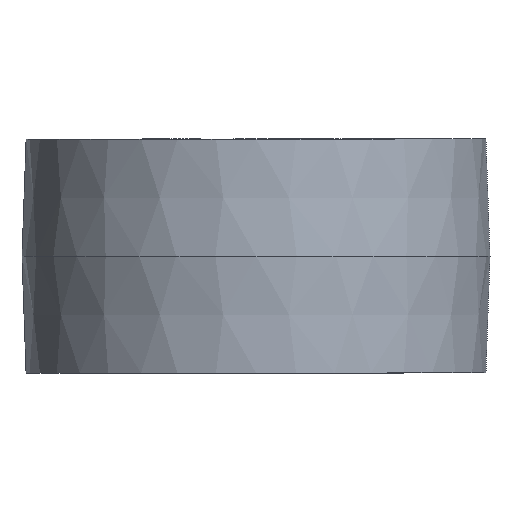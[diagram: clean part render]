
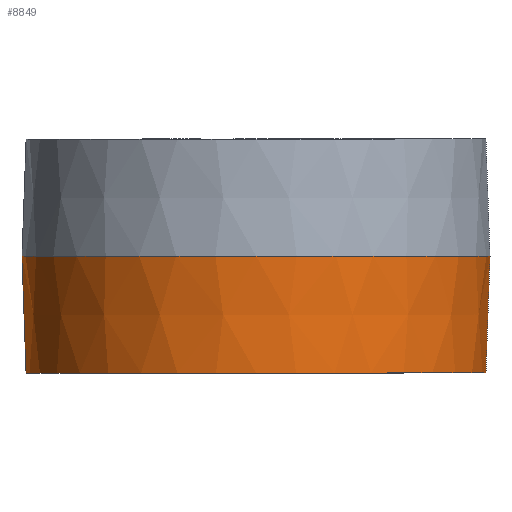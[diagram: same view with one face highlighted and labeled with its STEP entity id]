
A CAD part, front view. The second image highlights one B-rep face of the part: STEP entity #8849.
In plain terms, the highlighted conical face has half-angle 2 degrees and reference radius 24.956 mm.
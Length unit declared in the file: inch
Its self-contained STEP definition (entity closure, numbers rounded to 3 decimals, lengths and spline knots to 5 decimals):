
#87 = AXIS2_PLACEMENT_3D ( 'NONE', #2311, #5863, #866 ) ;
#101 = CIRCLE ( 'NONE', #3163, 1. ) ;
#528 = CARTESIAN_POINT ( 'NONE',  ( 0.5, 0., 0. ) ) ;
#866 = DIRECTION ( 'NONE',  ( 0., 0., 1. ) ) ;
#1358 = FACE_OUTER_BOUND ( 'NONE', #5718, .T. ) ;
#1627 = CIRCLE ( 'NONE', #87, 0.98254 ) ;
#2017 = DIRECTION ( 'NONE',  ( 0., 0., 1. ) ) ;
#2311 = CARTESIAN_POINT ( 'NONE',  ( 0.5, 0., 0. ) ) ;
#2550 = AXIS2_PLACEMENT_3D ( 'NONE', #528, #2646, #2017 ) ;
#2646 = DIRECTION ( 'NONE',  ( -1., 0., 0. ) ) ;
#2833 = DIRECTION ( 'NONE',  ( -0.999, 0., -0.035 ) ) ;
#3163 = AXIS2_PLACEMENT_3D ( 'NONE', #6255, #6919, #4732 ) ;
#3429 = LINE ( 'NONE', #9178, #6721 ) ;
#3515 = VERTEX_POINT ( 'NONE', #9076 ) ;
#3654 = VECTOR ( 'NONE', #2833, 39.37008 ) ;
#3747 = EDGE_CURVE ( 'NONE', #3515, #7751, #3429, .T. ) ;
#3855 = ORIENTED_EDGE ( 'NONE', *, *, #8100, .T. ) ;
#4123 = DIRECTION ( 'NONE',  ( -0.999, 0., 0.035 ) ) ;
#4732 = DIRECTION ( 'NONE',  ( 0., 0., 1. ) ) ;
#5187 = CARTESIAN_POINT ( 'NONE',  ( 0.5, 0., -0.98254 ) ) ;
#5658 = CONICAL_SURFACE ( 'NONE', #2550, 0.98254, 0.035 ) ;
#5718 = EDGE_LOOP ( 'NONE', ( #6252, #3855, #6989, #8918 ) ) ;
#5863 = DIRECTION ( 'NONE',  ( -1., 0., 0. ) ) ;
#6252 = ORIENTED_EDGE ( 'NONE', *, *, #8437, .F. ) ;
#6255 = CARTESIAN_POINT ( 'NONE',  ( 0., 0., 0. ) ) ;
#6721 = VECTOR ( 'NONE', #4123, 39.37008 ) ;
#6840 = CARTESIAN_POINT ( 'NONE',  ( 0., 0., -1. ) ) ;
#6919 = DIRECTION ( 'NONE',  ( -1., 0., 0. ) ) ;
#6989 = ORIENTED_EDGE ( 'NONE', *, *, #3747, .T. ) ;
#7174 = EDGE_CURVE ( 'NONE', #9431, #7751, #101, .T. ) ;
#7751 = VERTEX_POINT ( 'NONE', #8235 ) ;
#8100 = EDGE_CURVE ( 'NONE', #9075, #3515, #1627, .T. ) ;
#8235 = CARTESIAN_POINT ( 'NONE',  ( 0., 0., 1. ) ) ;
#8437 = EDGE_CURVE ( 'NONE', #9075, #9431, #9476, .T. ) ;
#8849 = ADVANCED_FACE ( 'NONE', ( #1358 ), #5658, .T. ) ;
#8918 = ORIENTED_EDGE ( 'NONE', *, *, #7174, .F. ) ;
#9075 = VERTEX_POINT ( 'NONE', #9237 ) ;
#9076 = CARTESIAN_POINT ( 'NONE',  ( 0.5, 0., 0.98254 ) ) ;
#9178 = CARTESIAN_POINT ( 'NONE',  ( 0.5, 0., 0.98254 ) ) ;
#9237 = CARTESIAN_POINT ( 'NONE',  ( 0.5, 0., -0.98254 ) ) ;
#9431 = VERTEX_POINT ( 'NONE', #6840 ) ;
#9476 = LINE ( 'NONE', #5187, #3654 ) ;
